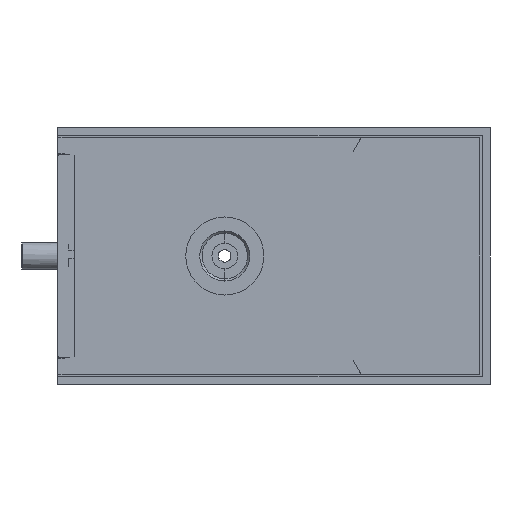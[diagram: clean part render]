
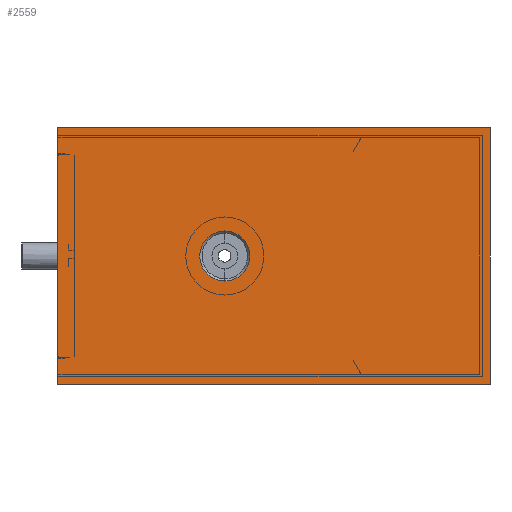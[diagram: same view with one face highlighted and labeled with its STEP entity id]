
A CAD part, left-side view. The second image highlights one B-rep face of the part: STEP entity #2559.
In plain terms, the highlighted planar face has unit normal (-1, 0, 0).
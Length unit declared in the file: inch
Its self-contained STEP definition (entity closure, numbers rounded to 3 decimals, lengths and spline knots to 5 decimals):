
#6 = VECTOR ( 'NONE', #1790, 39.37008 ) ;
#8 = FACE_OUTER_BOUND ( 'NONE', #446, .T. ) ;
#17 = LINE ( 'NONE', #1737, #46 ) ;
#46 = VECTOR ( 'NONE', #1735, 39.37008 ) ;
#143 = CIRCLE ( 'NONE', #2770, 0.1634 ) ;
#204 = FACE_BOUND ( 'NONE', #414, .T. ) ;
#246 = LINE ( 'NONE', #1826, #6 ) ;
#414 = EDGE_LOOP ( 'NONE', ( #530, #532 ) ) ;
#446 = EDGE_LOOP ( 'NONE', ( #525, #471, #609, #722 ) ) ;
#471 = ORIENTED_EDGE ( 'NONE', *, *, #2177, .T. ) ;
#525 = ORIENTED_EDGE ( 'NONE', *, *, #2119, .T. ) ;
#530 = ORIENTED_EDGE ( 'NONE', *, *, #1960, .F. ) ;
#532 = ORIENTED_EDGE ( 'NONE', *, *, #2092, .F. ) ;
#609 = ORIENTED_EDGE ( 'NONE', *, *, #1966, .T. ) ;
#722 = ORIENTED_EDGE ( 'NONE', *, *, #1951, .T. ) ;
#824 = VERTEX_POINT ( 'NONE', #1304 ) ;
#825 = VERTEX_POINT ( 'NONE', #1296 ) ;
#827 = VERTEX_POINT ( 'NONE', #1456 ) ;
#833 = VERTEX_POINT ( 'NONE', #1452 ) ;
#836 = VERTEX_POINT ( 'NONE', #1560 ) ;
#837 = VERTEX_POINT ( 'NONE', #1575 ) ;
#993 = LINE ( 'NONE', #1238, #998 ) ;
#998 = VECTOR ( 'NONE', #1284, 39.37008 ) ;
#1011 = CIRCLE ( 'NONE', #2932, 0.1634 ) ;
#1018 = LINE ( 'NONE', #1320, #1021 ) ;
#1021 = VECTOR ( 'NONE', #1314, 39.37008 ) ;
#1238 = CARTESIAN_POINT ( 'NONE',  ( -46.22921, -1.44046, -0.8375 ) ) ;
#1284 = DIRECTION ( 'NONE',  ( 0., 0., 1. ) ) ;
#1296 = CARTESIAN_POINT ( 'NONE',  ( -46.22921, 0.29, -0.16341 ) ) ;
#1304 = CARTESIAN_POINT ( 'NONE',  ( -46.22921, 0.29, 0.1634 ) ) ;
#1314 = DIRECTION ( 'NONE',  ( 0., -1., 0. ) ) ;
#1320 = CARTESIAN_POINT ( 'NONE',  ( -46.22921, 1.38181, -0.8375 ) ) ;
#1452 = CARTESIAN_POINT ( 'NONE',  ( -46.22921, -1.44046, -0.8375 ) ) ;
#1456 = CARTESIAN_POINT ( 'NONE',  ( -46.22921, -1.44046, 0.8375 ) ) ;
#1560 = CARTESIAN_POINT ( 'NONE',  ( -46.22921, 1.38181, -0.8375 ) ) ;
#1575 = CARTESIAN_POINT ( 'NONE',  ( -46.22921, 1.38181, 0.8375 ) ) ;
#1619 = DIRECTION ( 'NONE',  ( -1., 0., 0. ) ) ;
#1635 = DIRECTION ( 'NONE',  ( 0., 0., -1. ) ) ;
#1711 = CARTESIAN_POINT ( 'NONE',  ( -46.22921, 0.29, 0. ) ) ;
#1734 = DIRECTION ( 'NONE',  ( 0., 0., -1. ) ) ;
#1735 = DIRECTION ( 'NONE',  ( 0., 0., -1. ) ) ;
#1737 = CARTESIAN_POINT ( 'NONE',  ( -46.22921, 1.38181, 0.8375 ) ) ;
#1790 = DIRECTION ( 'NONE',  ( 0., 1., 0. ) ) ;
#1825 = CARTESIAN_POINT ( 'NONE',  ( -46.22921, 0.29, 0. ) ) ;
#1826 = CARTESIAN_POINT ( 'NONE',  ( -46.22921, 1.38181, 0.8375 ) ) ;
#1832 = DIRECTION ( 'NONE',  ( -1., 0., 0. ) ) ;
#1951 = EDGE_CURVE ( 'NONE', #833, #827, #993, .T. ) ;
#1960 = EDGE_CURVE ( 'NONE', #825, #824, #1011, .T. ) ;
#1966 = EDGE_CURVE ( 'NONE', #836, #833, #1018, .T. ) ;
#2092 = EDGE_CURVE ( 'NONE', #824, #825, #143, .T. ) ;
#2119 = EDGE_CURVE ( 'NONE', #827, #837, #246, .T. ) ;
#2177 = EDGE_CURVE ( 'NONE', #837, #836, #17, .T. ) ;
#2559 = ADVANCED_FACE ( 'NONE', ( #204, #8 ), #3328, .T. ) ;
#2749 = AXIS2_PLACEMENT_3D ( 'NONE', #3019, #2972, #3251 ) ;
#2770 = AXIS2_PLACEMENT_3D ( 'NONE', #1825, #1832, #1734 ) ;
#2932 = AXIS2_PLACEMENT_3D ( 'NONE', #1711, #1619, #1635 ) ;
#2972 = DIRECTION ( 'NONE',  ( -1., 0., 0. ) ) ;
#3019 = CARTESIAN_POINT ( 'NONE',  ( -46.22921, 0.2896, 0. ) ) ;
#3251 = DIRECTION ( 'NONE',  ( 0., 0., -1. ) ) ;
#3328 = PLANE ( 'NONE',  #2749 ) ;
